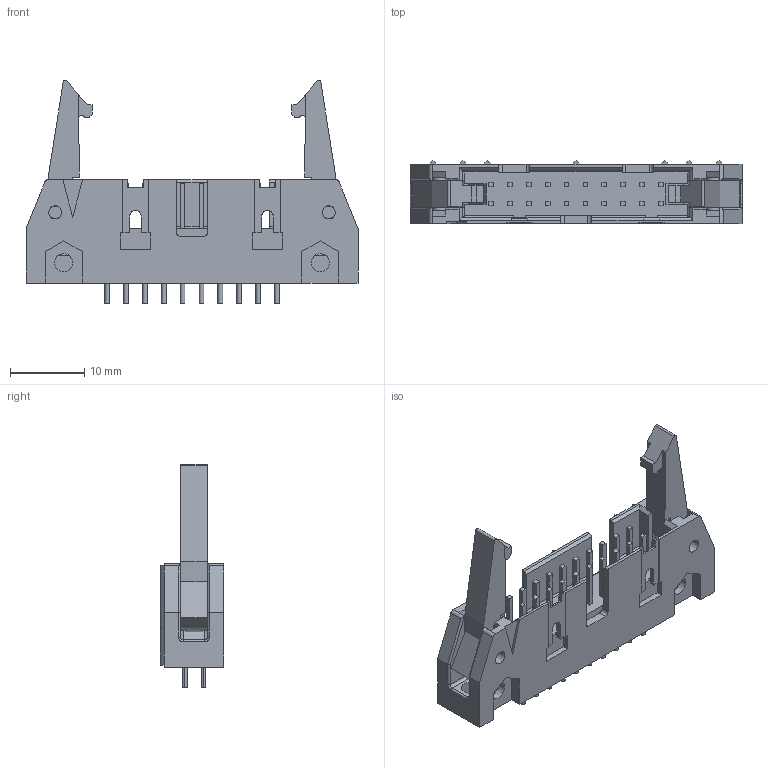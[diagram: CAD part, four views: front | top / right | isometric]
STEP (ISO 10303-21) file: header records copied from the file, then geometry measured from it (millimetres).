
FILE_DESCRIPTION((''),'2;1');
FILE_NAME('C-5499206-4','2019-05-29T02:01:27',('workeradm'),('TE Connectivity Ltd.'),'CREO PARAMETRIC BY PTC INC, 2018190','CREO PARAMETRIC BY PTC INC, 2018190','');
FILE_SCHEMA(('AUTOMOTIVE_DESIGN { 1 0 10303 214 1 1 1 1 }'));
Length unit declared in the file: millimetre
Products named in the file (1): C-5499206-4
Bounding box: 44.7 x 8.53 x 30.12 mm (x, y, z)
Volume: 3446.5 mm3; surface area: 4034.3 mm2
Topology: 3 solids, 3 shells, 448 faces, 1171 edges, 770 vertices
Faces by surface type: plane 329, cylinder 115, torus 4
Entity records: 13815 total; most frequent: CARTESIAN_POINT 2511, ORIENTED_EDGE 2342, DIRECTION 2277, EDGE_CURVE 1171, VECTOR 933, LINE 933, VERTEX_POINT 770, AXIS2_PLACEMENT_3D 672
